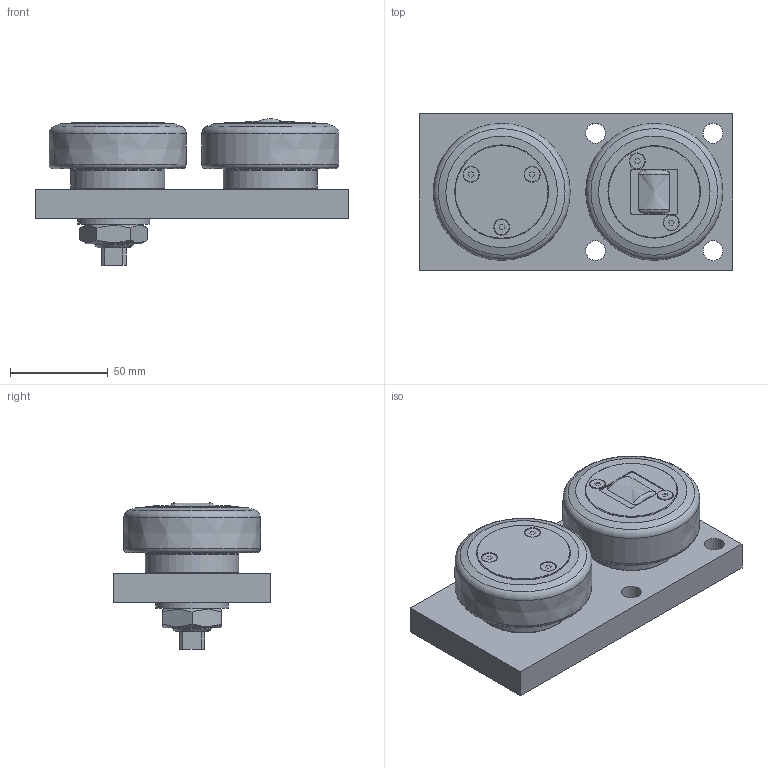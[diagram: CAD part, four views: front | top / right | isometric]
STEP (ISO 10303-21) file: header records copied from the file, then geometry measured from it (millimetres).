
FILE_DESCRIPTION(/* description */ ('-','CAx-IF Rec.Pracs.---Representation and Presentation of Product Manufacturing Information (PMI)---4.0---2014-10-13'),/* implementation_level */ '2;1');
FILE_NAME(/* name */ 'ff87a23e-a569-4488-b823-9c3a522a4d44.stp',/* time_stamp */ '2020-04-01T16:04:55+02:00',/* author */ ('-'),/* organization */ ('NTI CADcenter A/S'),/* preprocessor_version */ 'ST-DEVELOPER v18',/* originating_system */ 'Autodesk Inventor 2020',/* authorisation */ '-');
FILE_SCHEMA (('AP242_MANAGED_MODEL_BASED_3D_ENGINEERING_MIM_LF { 1 0 10303 442 1 1 4 }'));
Length unit declared in the file: millimetre
Products named in the file (1): FE 070.5200_Kontur
Bounding box: 160 x 80 x 75 mm (x, y, z)
Volume: 407422.4 mm3; surface area: 57315.5 mm2
Topology: 1 solids, 1 shells, 135 faces, 332 edges, 228 vertices
Faces by surface type: plane 81, cylinder 30, cone 15, torus 6, bspline 3
Full cylindrical faces by diameter (mm): 2.5 x1, 4.917 x1, 7.8 x5, 8.3 x3, 10.106 x4, 20 x1, 37 x1, 47.3 x1, 48 x5
Entity records: 4217 total; most frequent: CARTESIAN_POINT 865, DIRECTION 708, ORIENTED_EDGE 664, EDGE_CURVE 332, AXIS2_PLACEMENT_3D 264, VERTEX_POINT 228, LINE 180, VECTOR 180
